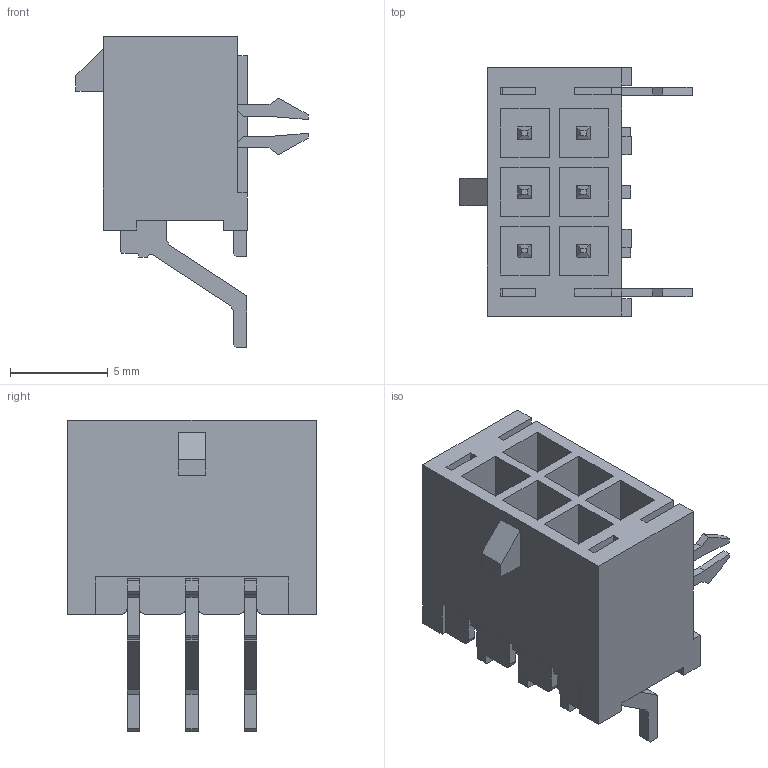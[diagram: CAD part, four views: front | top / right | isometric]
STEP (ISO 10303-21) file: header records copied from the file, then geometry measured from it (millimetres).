
FILE_DESCRIPTION(/* description */ ('Unknown'),/* implementation_level */ '2;1');
FILE_NAME(/* name */ '662106230822',/* time_stamp */ '2017-07-20T11:56:05+02:00',/* author */ ('Unknown'),/* organization */ ('Unknown'),/* preprocessor_version */ 'ST-DEVELOPER v16.7',/* originating_system */ 'DEX',/* authorisation */ $);
FILE_SCHEMA (('AUTOMOTIVE_DESIGN {1 0 10303 214 3 1 1}'));
Length unit declared in the file: millimetre
Products named in the file (5): 6621xx230822; 662006230822; 6620xx230822_PIN_COURTE; 6620xx230822_PIN_LONGUE; 6620xx230822
Assembly tree (9 placements, depth 2):
  6621xx230822
    662006230822
    6620xx230822_PIN_COURTE  x3
    6620xx230822_PIN_LONGUE  x3
    6620xx230822  x2
Bounding box: 11.86 x 12.7 x 15.9 mm (x, y, z)
Volume: 590 mm3; surface area: 1614.8 mm2
Topology: 9 solids, 9 shells, 388 faces, 1095 edges, 722 vertices
Faces by surface type: plane 353, cylinder 35
Entity records: 8447 total; most frequent: CARTESIAN_POINT 1493, ORIENTED_EDGE 1478, DIRECTION 1307, EDGE_CURVE 739, LINE 699, VECTOR 699, VERTEX_POINT 490, AXIS2_PLACEMENT_3D 304
